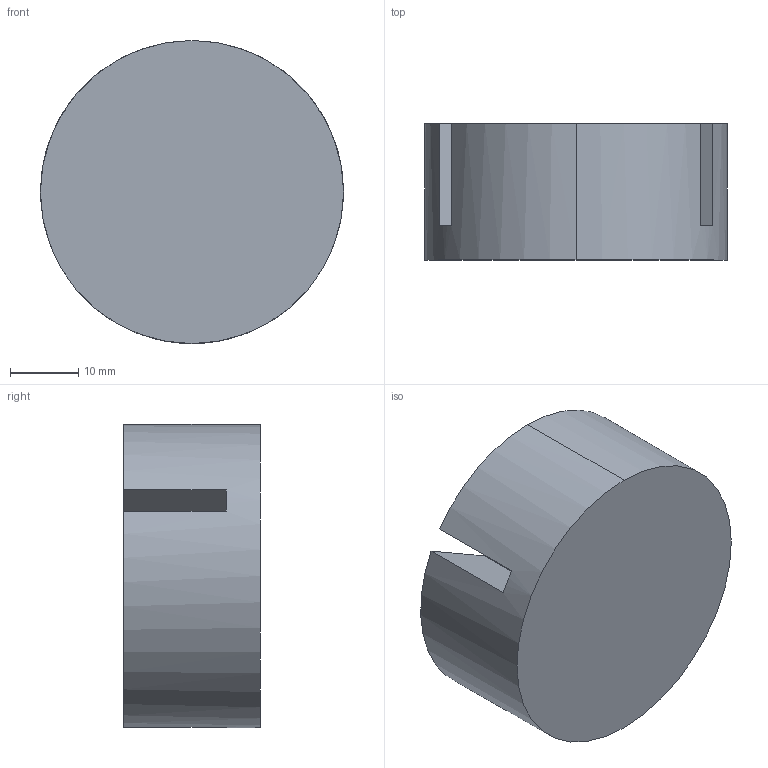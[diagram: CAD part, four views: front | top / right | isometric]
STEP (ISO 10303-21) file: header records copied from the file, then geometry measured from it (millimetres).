
FILE_DESCRIPTION (( 'STEP AP214' ), '1' );
FILE_NAME ('40_LPR_FINJIG.STEP', '2025-07-19T18:24:29', ( '' ), ( '' ), 'SwSTEP 2.0', 'SolidWorks 2024', '' );
FILE_SCHEMA (( 'AUTOMOTIVE_DESIGN' ));
Length unit declared in the file: millimetre
Products named in the file (1): 40_LPR_FINJIG
Bounding box: 44.5 x 20 x 44.5 mm (x, y, z)
Volume: 24739.4 mm3; surface area: 7702.7 mm2
Topology: 1 solids, 1 shells, 37 faces, 96 edges, 64 vertices
Faces by surface type: plane 28, cylinder 5, bspline 4
Entity records: 1285 total; most frequent: CARTESIAN_POINT 362, ORIENTED_EDGE 192, DIRECTION 172, EDGE_CURVE 96, LINE 72, VECTOR 72, VERTEX_POINT 64, AXIS2_PLACEMENT_3D 50
